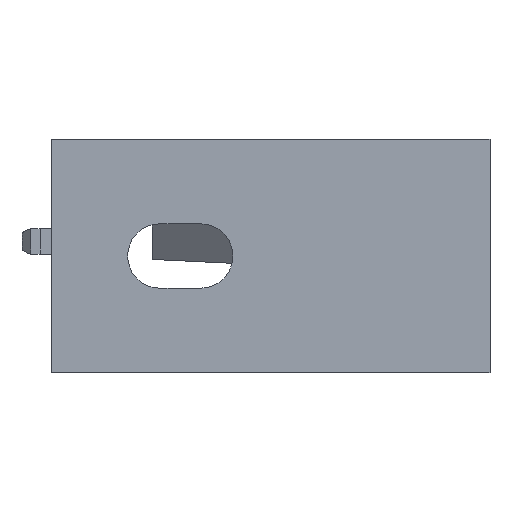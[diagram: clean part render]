
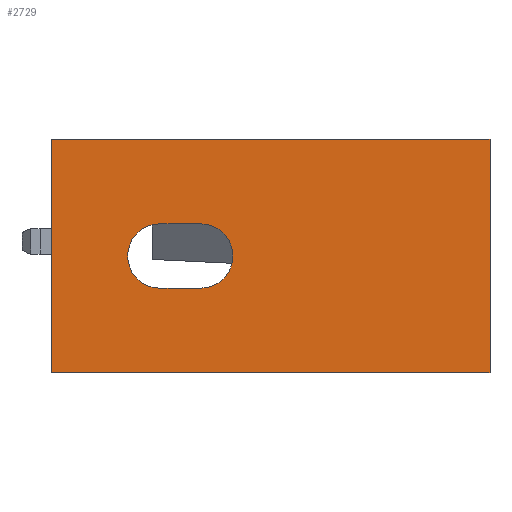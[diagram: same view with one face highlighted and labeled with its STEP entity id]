
A CAD part, left-side view. The second image highlights one B-rep face of the part: STEP entity #2729.
In plain terms, the highlighted face is planar.
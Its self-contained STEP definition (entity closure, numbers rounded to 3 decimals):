
#19 = VERTEX_POINT ( 'NONE', #2454 ) ;
#146 = EDGE_CURVE ( 'NONE', #2312, #2449, #1350, .T. ) ;
#217 = DIRECTION ( 'NONE',  ( 1., 0., 0. ) ) ;
#229 = EDGE_LOOP ( 'NONE', ( #1768, #2175, #1888, #543 ) ) ;
#253 = PLANE ( 'NONE',  #2956 ) ;
#281 = CARTESIAN_POINT ( 'NONE',  ( -5.5, 49.5, 0. ) ) ;
#283 = DIRECTION ( 'NONE',  ( 0., 1., 0. ) ) ;
#293 = ORIENTED_EDGE ( 'NONE', *, *, #507, .F. ) ;
#414 = CARTESIAN_POINT ( 'NONE',  ( 20., 75., 0. ) ) ;
#489 = CARTESIAN_POINT ( 'NONE',  ( 0., 49.5, 0. ) ) ;
#507 = EDGE_CURVE ( 'NONE', #2872, #2012, #1352, .T. ) ;
#508 = VERTEX_POINT ( 'NONE', #1665 ) ;
#543 = ORIENTED_EDGE ( 'NONE', *, *, #146, .T. ) ;
#672 = DIRECTION ( 'NONE',  ( 1., 0., 0. ) ) ;
#706 = LINE ( 'NONE', #1639, #2235 ) ;
#758 = LINE ( 'NONE', #2661, #2194 ) ;
#922 = DIRECTION ( 'NONE',  ( 0., -1., 0. ) ) ;
#1119 = ORIENTED_EDGE ( 'NONE', *, *, #1601, .F. ) ;
#1151 = CARTESIAN_POINT ( 'NONE',  ( -5.5, 56.5, 0. ) ) ;
#1280 = EDGE_CURVE ( 'NONE', #19, #2312, #758, .T. ) ;
#1325 = DIRECTION ( 'NONE',  ( 0., -1., 0. ) ) ;
#1343 = AXIS2_PLACEMENT_3D ( 'NONE', #2171, #1535, #2399 ) ;
#1350 = LINE ( 'NONE', #1908, #2895 ) ;
#1352 = CIRCLE ( 'NONE', #2693, 5.5 ) ;
#1358 = CARTESIAN_POINT ( 'NONE',  ( -5.5, 49.5, 0. ) ) ;
#1405 = VECTOR ( 'NONE', #672, 1000. ) ;
#1443 = DIRECTION ( 'NONE',  ( 0., 0., 1. ) ) ;
#1448 = FACE_BOUND ( 'NONE', #1920, .T. ) ;
#1478 = CARTESIAN_POINT ( 'NONE',  ( -20., 75., 0. ) ) ;
#1535 = DIRECTION ( 'NONE',  ( 0., 0., 1. ) ) ;
#1588 = VERTEX_POINT ( 'NONE', #1151 ) ;
#1601 = EDGE_CURVE ( 'NONE', #2012, #508, #1919, .T. ) ;
#1639 = CARTESIAN_POINT ( 'NONE',  ( -20., 0., 0. ) ) ;
#1665 = CARTESIAN_POINT ( 'NONE',  ( 5.5, 56.5, 0. ) ) ;
#1768 = ORIENTED_EDGE ( 'NONE', *, *, #2382, .T. ) ;
#1856 = DIRECTION ( 'NONE',  ( -1., 0., 0. ) ) ;
#1888 = ORIENTED_EDGE ( 'NONE', *, *, #1280, .T. ) ;
#1908 = CARTESIAN_POINT ( 'NONE',  ( -20., 75., 0. ) ) ;
#1919 = LINE ( 'NONE', #1936, #2850 ) ;
#1920 = EDGE_LOOP ( 'NONE', ( #1119, #293, #3075, #1931 ) ) ;
#1931 = ORIENTED_EDGE ( 'NONE', *, *, #2130, .F. ) ;
#1936 = CARTESIAN_POINT ( 'NONE',  ( 5.5, 49.5, 0. ) ) ;
#2012 = VERTEX_POINT ( 'NONE', #3054 ) ;
#2049 = CARTESIAN_POINT ( 'NONE',  ( -20., 0., 0. ) ) ;
#2130 = EDGE_CURVE ( 'NONE', #508, #1588, #2835, .T. ) ;
#2167 = DIRECTION ( 'NONE',  ( 0., 0., -1. ) ) ;
#2171 = CARTESIAN_POINT ( 'NONE',  ( 0., 56.5, 0. ) ) ;
#2175 = ORIENTED_EDGE ( 'NONE', *, *, #2221, .T. ) ;
#2182 = DIRECTION ( 'NONE',  ( -1., 0., 0. ) ) ;
#2194 = VECTOR ( 'NONE', #283, 1000. ) ;
#2221 = EDGE_CURVE ( 'NONE', #2961, #19, #2612, .T. ) ;
#2235 = VECTOR ( 'NONE', #922, 1000. ) ;
#2285 = LINE ( 'NONE', #1358, #2910 ) ;
#2312 = VERTEX_POINT ( 'NONE', #414 ) ;
#2374 = DIRECTION ( 'NONE',  ( 0., 1., 0. ) ) ;
#2378 = FACE_OUTER_BOUND ( 'NONE', #229, .T. ) ;
#2382 = EDGE_CURVE ( 'NONE', #2449, #2961, #706, .T. ) ;
#2399 = DIRECTION ( 'NONE',  ( 1., 0., 0. ) ) ;
#2449 = VERTEX_POINT ( 'NONE', #2530 ) ;
#2454 = CARTESIAN_POINT ( 'NONE',  ( 20., 0., 0. ) ) ;
#2530 = CARTESIAN_POINT ( 'NONE',  ( -20., 75., 0. ) ) ;
#2612 = LINE ( 'NONE', #2808, #1405 ) ;
#2661 = CARTESIAN_POINT ( 'NONE',  ( 20., 0., 0. ) ) ;
#2693 = AXIS2_PLACEMENT_3D ( 'NONE', #489, #1443, #217 ) ;
#2729 = ADVANCED_FACE ( 'NONE', ( #1448, #2378 ), #253, .F. ) ;
#2808 = CARTESIAN_POINT ( 'NONE',  ( -20., 0., 0. ) ) ;
#2835 = CIRCLE ( 'NONE', #1343, 5.5 ) ;
#2850 = VECTOR ( 'NONE', #2374, 1000. ) ;
#2872 = VERTEX_POINT ( 'NONE', #281 ) ;
#2895 = VECTOR ( 'NONE', #1856, 1000. ) ;
#2910 = VECTOR ( 'NONE', #1325, 1000. ) ;
#2916 = EDGE_CURVE ( 'NONE', #1588, #2872, #2285, .T. ) ;
#2956 = AXIS2_PLACEMENT_3D ( 'NONE', #1478, #2167, #2182 ) ;
#2961 = VERTEX_POINT ( 'NONE', #2049 ) ;
#3054 = CARTESIAN_POINT ( 'NONE',  ( 5.5, 49.5, 0. ) ) ;
#3075 = ORIENTED_EDGE ( 'NONE', *, *, #2916, .F. ) ;
